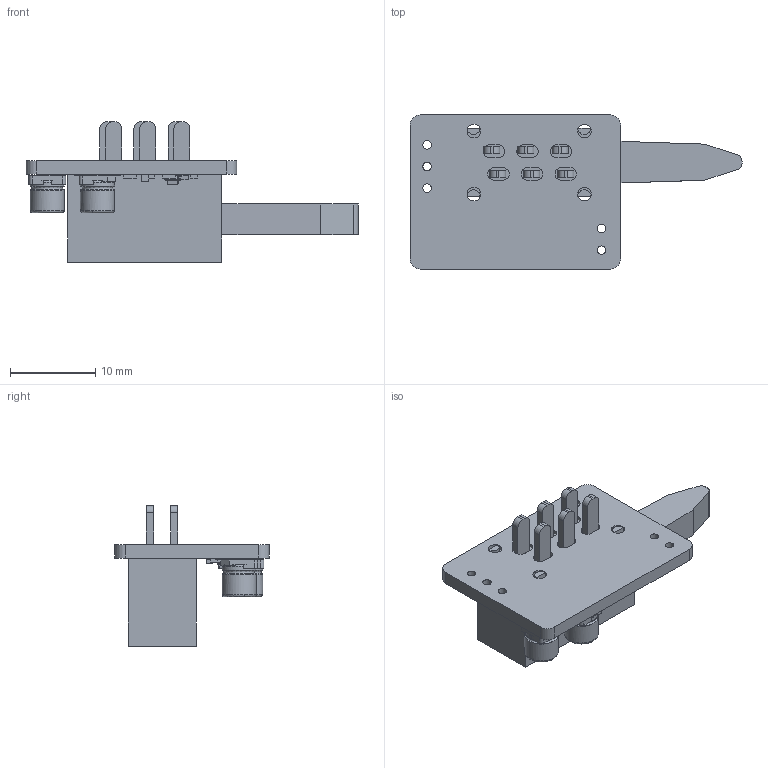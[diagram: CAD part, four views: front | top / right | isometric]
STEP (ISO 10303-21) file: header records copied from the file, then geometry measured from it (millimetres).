
FILE_DESCRIPTION(('KiCad electronic assembly'),'2;1');
FILE_NAME('MicSwitchBoardDynamic.step','2020-04-06T14:17:50',( 'An Author'),('A Company'),'Open CASCADE STEP processor 6.9', 'KiCad to STEP converter','Unknown');
FILE_SCHEMA(('AUTOMOTIVE_DESIGN { 1 0 10303 214 1 1 1 1 }'));
Length unit declared in the file: millimetre
Products named in the file (14): Open CASCADE STEP translator 6.9 1; NingboSwitch; SOLID; D_SOD-523; CP_Elec_4x4.5; R_0603_1608Metric; SOT-23; C_0603_1608Metric; COMPOUND
Assembly tree (18 placements, depth 3):
  Open CASCADE STEP translator 6.9 1
    NingboSwitch
      SOLID
    D_SOD-523
      SOLID
    CP_Elec_4x4.5  x2
      SOLID
    R_0603_1608Metric  x5
      SOLID
    SOT-23
      SOLID
    C_0603_1608Metric
      SOLID
    COMPOUND
Bounding box: 39.01 x 18.1 x 16.5 mm (x, y, z)
Volume: 2737.7 mm3; surface area: 2644 mm2
Topology: 12 solids, 12 shells, 451 faces, 1149 edges, 734 vertices
Faces by surface type: plane 273, cylinder 127, bspline 41, torus 8, revolution 2
Full cylindrical faces by diameter (mm): 1 x5, 1.6 x4, 4 x4
Entity records: 21394 total; most frequent: CARTESIAN_POINT 4159, DIRECTION 2894, LINE 1847, VECTOR 1847, ORIENTED_EDGE 1548, PCURVE 1548, DEFINITIONAL_REPRESENTATION 1548, EDGE_CURVE 774
